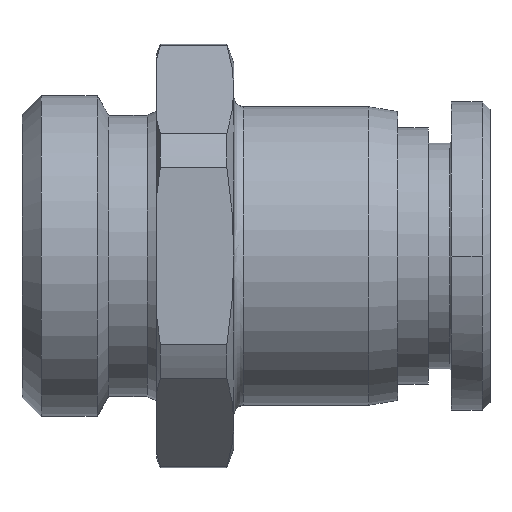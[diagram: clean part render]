
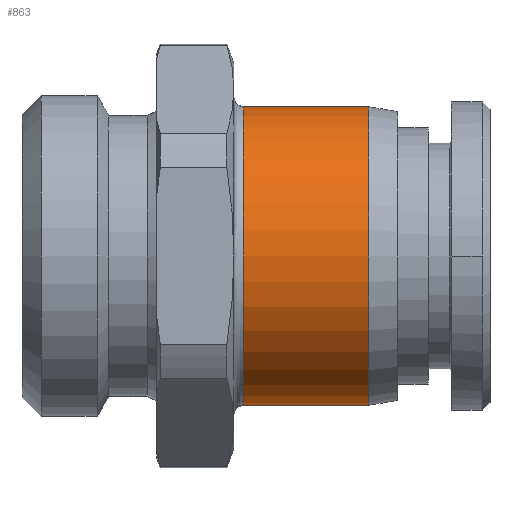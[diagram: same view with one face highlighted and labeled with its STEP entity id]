
A CAD part, front view. The second image highlights one B-rep face of the part: STEP entity #863.
In plain terms, the highlighted cylindrical face has radius 7.75 mm (diameter 15.5 mm), a partial arc.
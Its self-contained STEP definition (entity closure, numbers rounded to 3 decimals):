
#141=CARTESIAN_POINT('',(-7.75,0.,10.5));
#142=VERTEX_POINT('',#141);
#151=CARTESIAN_POINT('',(7.75,0.,10.5));
#152=VERTEX_POINT('',#151);
#153=CARTESIAN_POINT('',(0.0,0.,10.5));
#154=DIRECTION('',(0.0,0.0,1.0));
#155=DIRECTION('',(-1.0,0.0,0.0));
#156=AXIS2_PLACEMENT_3D('',#153,#154,#155);
#157=CIRCLE('',#156,7.75);
#158=EDGE_CURVE('',#142,#152,#157,.T.);
#832=CARTESIAN_POINT('',(0.0,0.,5.0));
#833=DIRECTION('',(0.0,0.,1.0));
#834=DIRECTION('',(-1.0,0.0,0.0));
#835=AXIS2_PLACEMENT_3D('',#832,#833,#834);
#836=CYLINDRICAL_SURFACE('',#835,7.75);
#837=CARTESIAN_POINT('',(-7.75,0.,4.0));
#838=VERTEX_POINT('',#837);
#839=CARTESIAN_POINT('',(-7.75,0.,4.0));
#840=DIRECTION('',(0.0,0.0,1.0));
#841=VECTOR('',#840,6.5);
#842=LINE('',#839,#841);
#843=EDGE_CURVE('',#838,#142,#842,.T.);
#844=ORIENTED_EDGE('',*,*,#843,.F.);
#845=CARTESIAN_POINT('',(7.75,0.,4.0));
#846=VERTEX_POINT('',#845);
#847=CARTESIAN_POINT('',(0.0,0.,4.0));
#848=DIRECTION('',(0.0,0.0,-1.0));
#849=DIRECTION('',(-1.0,0.0,0.0));
#850=AXIS2_PLACEMENT_3D('',#847,#848,#849);
#851=CIRCLE('',#850,7.75);
#852=EDGE_CURVE('',#846,#838,#851,.T.);
#853=ORIENTED_EDGE('',*,*,#852,.F.);
#854=CARTESIAN_POINT('',(7.75,0.,10.5));
#855=DIRECTION('',(0.0,0.0,-1.0));
#856=VECTOR('',#855,6.5);
#857=LINE('',#854,#856);
#858=EDGE_CURVE('',#152,#846,#857,.T.);
#859=ORIENTED_EDGE('',*,*,#858,.F.);
#860=ORIENTED_EDGE('',*,*,#158,.F.);
#861=EDGE_LOOP('',(#844,#853,#859,#860));
#862=FACE_OUTER_BOUND('',#861,.T.);
#863=ADVANCED_FACE('',(#862),#836,.T.);
